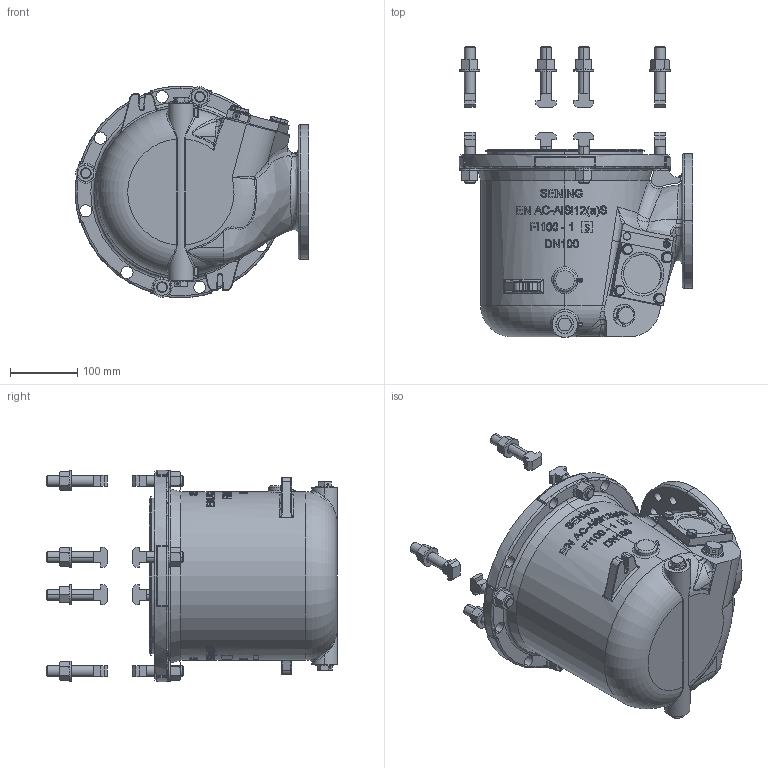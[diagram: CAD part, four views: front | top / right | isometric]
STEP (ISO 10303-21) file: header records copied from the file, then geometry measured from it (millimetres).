
FILE_DESCRIPTION (( 'STEP AP214' ), '1' );
FILE_NAME ('FI100-1S_20153_ohne Einlaufteil.STEP', '2013-09-26T05:27:13', ( 'Admin2' ), ( '' ), 'SwSTEP 2.0', 'SolidWorks 2010', '' );
FILE_SCHEMA (( 'AUTOMOTIVE_DESIGN' ));
Length unit declared in the file: millimetre
Products named in the file (1): FI100-1S_20153_ohne Einlaufteil
Bounding box: 347 x 432 x 314 mm (x, y, z)
Surface area: 751615.4 mm2 (no closed solid volume)
Topology: 0 solids, 64 shells, 1415 faces, 5951 edges, 4297 vertices
Faces by surface type: plane 461, cylinder 390, bspline 330, cone 138, torus 84, sphere 12
Entity records: 114398 total; most frequent: CARTESIAN_POINT 54007, ORIENTED_EDGE 8944, DIRECTION 8424, EDGE_CURVE 5924, VERTEX_POINT 4297, AXIS2_PLACEMENT_3D 3055, LINE 2314, VECTOR 2314
